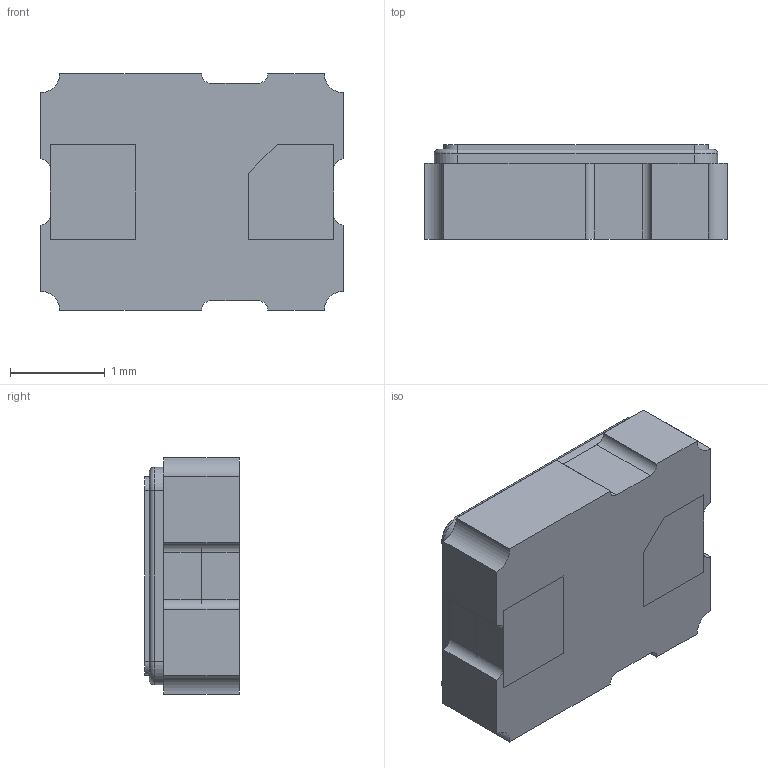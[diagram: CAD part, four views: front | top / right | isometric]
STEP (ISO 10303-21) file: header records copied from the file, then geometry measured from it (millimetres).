
FILE_DESCRIPTION (( 'STEP AP214' ), '1' );
FILE_NAME ('CPH3225A.STEP', '2018-11-23T18:53:56', ( '' ), ( '' ), 'SwSTEP 2.0', 'SolidWorks 2017', '' );
FILE_SCHEMA (( 'AUTOMOTIVE_DESIGN' ));
Length unit declared in the file: millimetre
Products named in the file (1): CPH3225A
Bounding box: 3.2 x 1 x 2.5 mm (x, y, z)
Volume: 7.4 mm3; surface area: 51.4 mm2
Topology: 5 solids, 5 shells, 88 faces, 222 edges, 144 vertices
Faces by surface type: plane 56, cylinder 28, torus 4
Entity records: 2704 total; most frequent: DIRECTION 460, CARTESIAN_POINT 455, ORIENTED_EDGE 444, EDGE_CURVE 222, VECTOR 162, LINE 162, AXIS2_PLACEMENT_3D 149, VERTEX_POINT 144
